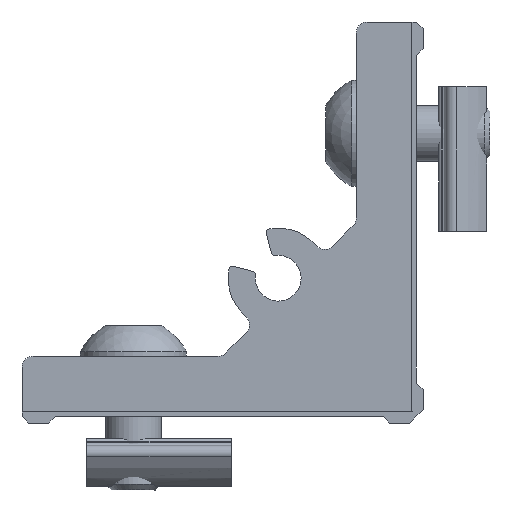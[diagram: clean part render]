
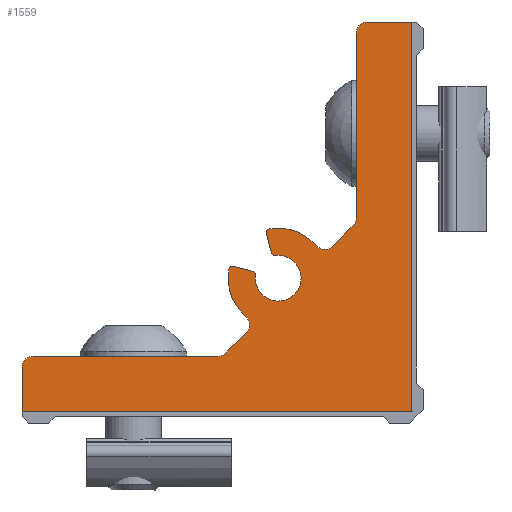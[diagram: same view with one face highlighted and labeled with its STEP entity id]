
A CAD part, left-side view. The second image highlights one B-rep face of the part: STEP entity #1559.
In plain terms, the highlighted planar face has unit normal (-1, 0, 0).
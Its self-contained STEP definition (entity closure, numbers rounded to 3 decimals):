
#83=CIRCLE('',#1663,1.);
#85=CIRCLE('',#1670,1.);
#88=CIRCLE('',#1675,1.);
#90=CIRCLE('',#1679,1.);
#92=CIRCLE('',#1682,4.5);
#94=CIRCLE('',#1685,0.3);
#96=CIRCLE('',#1689,0.3);
#98=CIRCLE('',#1692,2.05);
#100=CIRCLE('',#1695,0.3);
#102=CIRCLE('',#1699,0.3);
#104=CIRCLE('',#1702,4.5);
#106=CIRCLE('',#1705,1.);
#108=CIRCLE('',#1709,1.);
#202=FACE_OUTER_BOUND('',#292,.T.);
#292=EDGE_LOOP('',(#1157,#1158,#1159,#1160,#1161,#1162,#1163,#1164,#1165,
#1166,#1167,#1168,#1169,#1170,#1171,#1172,#1173,#1174,#1175,#1176,#1177,
#1178,#1179));
#361=LINE('',#2302,#504);
#364=LINE('',#2308,#507);
#368=LINE('',#2320,#511);
#380=LINE('',#2344,#523);
#387=LINE('',#2361,#530);
#391=LINE('',#2375,#534);
#397=LINE('',#2399,#540);
#403=LINE('',#2423,#546);
#409=LINE('',#2447,#552);
#413=LINE('',#2458,#556);
#504=VECTOR('',#1830,1000.);
#507=VECTOR('',#1835,1000.);
#511=VECTOR('',#1847,1000.);
#523=VECTOR('',#1865,1000.);
#530=VECTOR('',#1880,1000.);
#534=VECTOR('',#1894,1000.);
#540=VECTOR('',#1920,1000.);
#546=VECTOR('',#1946,1000.);
#552=VECTOR('',#1972,1000.);
#556=VECTOR('',#1984,1000.);
#647=VERTEX_POINT('',#2299);
#648=VERTEX_POINT('',#2301);
#650=VERTEX_POINT('',#2307);
#651=VERTEX_POINT('',#2311);
#652=VERTEX_POINT('',#2312);
#663=VERTEX_POINT('',#2343);
#667=VERTEX_POINT('',#2354);
#669=VERTEX_POINT('',#2360);
#672=VERTEX_POINT('',#2368);
#674=VERTEX_POINT('',#2374);
#676=VERTEX_POINT('',#2380);
#678=VERTEX_POINT('',#2386);
#680=VERTEX_POINT('',#2392);
#682=VERTEX_POINT('',#2398);
#684=VERTEX_POINT('',#2404);
#686=VERTEX_POINT('',#2410);
#688=VERTEX_POINT('',#2416);
#690=VERTEX_POINT('',#2422);
#692=VERTEX_POINT('',#2428);
#694=VERTEX_POINT('',#2434);
#696=VERTEX_POINT('',#2440);
#698=VERTEX_POINT('',#2446);
#700=VERTEX_POINT('',#2452);
#796=EDGE_CURVE('',#647,#648,#361,.T.);
#799=EDGE_CURVE('',#648,#650,#364,.T.);
#801=EDGE_CURVE('',#651,#652,#83,.T.);
#805=EDGE_CURVE('',#652,#647,#368,.T.);
#817=EDGE_CURVE('',#650,#663,#380,.T.);
#823=EDGE_CURVE('',#663,#667,#85,.T.);
#826=EDGE_CURVE('',#667,#669,#387,.T.);
#830=EDGE_CURVE('',#672,#669,#88,.T.);
#833=EDGE_CURVE('',#672,#674,#391,.T.);
#836=EDGE_CURVE('',#676,#674,#90,.T.);
#839=EDGE_CURVE('',#676,#678,#92,.T.);
#842=EDGE_CURVE('',#678,#680,#94,.T.);
#845=EDGE_CURVE('',#680,#682,#397,.T.);
#848=EDGE_CURVE('',#682,#684,#96,.T.);
#851=EDGE_CURVE('',#686,#684,#98,.T.);
#854=EDGE_CURVE('',#686,#688,#100,.T.);
#857=EDGE_CURVE('',#688,#690,#403,.T.);
#860=EDGE_CURVE('',#690,#692,#102,.T.);
#863=EDGE_CURVE('',#692,#694,#104,.T.);
#866=EDGE_CURVE('',#696,#694,#106,.T.);
#869=EDGE_CURVE('',#696,#698,#409,.T.);
#872=EDGE_CURVE('',#700,#698,#108,.T.);
#875=EDGE_CURVE('',#700,#651,#413,.T.);
#1157=ORIENTED_EDGE('',*,*,#801,.F.);
#1158=ORIENTED_EDGE('',*,*,#875,.F.);
#1159=ORIENTED_EDGE('',*,*,#872,.T.);
#1160=ORIENTED_EDGE('',*,*,#869,.F.);
#1161=ORIENTED_EDGE('',*,*,#866,.T.);
#1162=ORIENTED_EDGE('',*,*,#863,.F.);
#1163=ORIENTED_EDGE('',*,*,#860,.F.);
#1164=ORIENTED_EDGE('',*,*,#857,.F.);
#1165=ORIENTED_EDGE('',*,*,#854,.F.);
#1166=ORIENTED_EDGE('',*,*,#851,.T.);
#1167=ORIENTED_EDGE('',*,*,#848,.F.);
#1168=ORIENTED_EDGE('',*,*,#845,.F.);
#1169=ORIENTED_EDGE('',*,*,#842,.F.);
#1170=ORIENTED_EDGE('',*,*,#839,.F.);
#1171=ORIENTED_EDGE('',*,*,#836,.T.);
#1172=ORIENTED_EDGE('',*,*,#833,.F.);
#1173=ORIENTED_EDGE('',*,*,#830,.T.);
#1174=ORIENTED_EDGE('',*,*,#826,.F.);
#1175=ORIENTED_EDGE('',*,*,#823,.F.);
#1176=ORIENTED_EDGE('',*,*,#817,.F.);
#1177=ORIENTED_EDGE('',*,*,#799,.F.);
#1178=ORIENTED_EDGE('',*,*,#796,.F.);
#1179=ORIENTED_EDGE('',*,*,#805,.F.);
#1497=PLANE('',#1714);
#1559=ADVANCED_FACE('',(#202),#1497,.F.);
#1663=AXIS2_PLACEMENT_3D('',#2313,#1839,#1840);
#1670=AXIS2_PLACEMENT_3D('',#2355,#1873,#1874);
#1675=AXIS2_PLACEMENT_3D('',#2369,#1887,#1888);
#1679=AXIS2_PLACEMENT_3D('',#2381,#1899,#1900);
#1682=AXIS2_PLACEMENT_3D('',#2387,#1906,#1907);
#1685=AXIS2_PLACEMENT_3D('',#2393,#1913,#1914);
#1689=AXIS2_PLACEMENT_3D('',#2405,#1925,#1926);
#1692=AXIS2_PLACEMENT_3D('',#2411,#1932,#1933);
#1695=AXIS2_PLACEMENT_3D('',#2417,#1939,#1940);
#1699=AXIS2_PLACEMENT_3D('',#2429,#1951,#1952);
#1702=AXIS2_PLACEMENT_3D('',#2435,#1958,#1959);
#1705=AXIS2_PLACEMENT_3D('',#2441,#1965,#1966);
#1709=AXIS2_PLACEMENT_3D('',#2453,#1977,#1978);
#1714=AXIS2_PLACEMENT_3D('',#2463,#1990,#1991);
#1830=DIRECTION('',(0.,0.,-1.));
#1835=DIRECTION('',(0.,1.,0.));
#1839=DIRECTION('center_axis',(1.,0.,0.));
#1840=DIRECTION('ref_axis',(0.,0.,-1.));
#1847=DIRECTION('',(0.,-1.,0.));
#1865=DIRECTION('',(0.,0.,1.));
#1873=DIRECTION('center_axis',(1.,0.,0.));
#1874=DIRECTION('ref_axis',(0.,0.,-1.));
#1880=DIRECTION('',(0.,-1.,0.));
#1887=DIRECTION('center_axis',(1.,0.,0.));
#1888=DIRECTION('ref_axis',(0.,0.,-1.));
#1894=DIRECTION('',(0.,-0.707,0.707));
#1899=DIRECTION('center_axis',(1.,0.,0.));
#1900=DIRECTION('ref_axis',(0.,0.,-1.));
#1906=DIRECTION('center_axis',(1.,0.,0.));
#1907=DIRECTION('ref_axis',(0.,0.,-1.));
#1913=DIRECTION('center_axis',(1.,0.,0.));
#1914=DIRECTION('ref_axis',(0.,0.,-1.));
#1920=DIRECTION('',(0.,-0.966,-0.259));
#1925=DIRECTION('center_axis',(1.,0.,0.));
#1926=DIRECTION('ref_axis',(0.,0.,-1.));
#1932=DIRECTION('center_axis',(1.,0.,0.));
#1933=DIRECTION('ref_axis',(0.,0.,-1.));
#1939=DIRECTION('center_axis',(1.,0.,0.));
#1940=DIRECTION('ref_axis',(0.,0.,-1.));
#1946=DIRECTION('',(0.,0.259,0.966));
#1951=DIRECTION('center_axis',(1.,0.,0.));
#1952=DIRECTION('ref_axis',(0.,0.,-1.));
#1958=DIRECTION('center_axis',(1.,0.,0.));
#1959=DIRECTION('ref_axis',(0.,0.,-1.));
#1965=DIRECTION('center_axis',(1.,0.,0.));
#1966=DIRECTION('ref_axis',(0.,0.,-1.));
#1972=DIRECTION('',(0.,-0.707,0.707));
#1977=DIRECTION('center_axis',(1.,0.,0.));
#1978=DIRECTION('ref_axis',(0.,0.,-1.));
#1984=DIRECTION('',(0.,0.,1.));
#1990=DIRECTION('center_axis',(1.,0.,0.));
#1991=DIRECTION('ref_axis',(0.,0.,-1.));
#2299=CARTESIAN_POINT('',(-7.,0.,35.));
#2301=CARTESIAN_POINT('',(-7.,0.,0.));
#2302=CARTESIAN_POINT('',(-7.,0.,35.));
#2307=CARTESIAN_POINT('',(-7.,35.,0.));
#2308=CARTESIAN_POINT('',(-7.,0.,0.));
#2311=CARTESIAN_POINT('',(-7.,5.,34.));
#2312=CARTESIAN_POINT('',(-7.,4.,35.));
#2313=CARTESIAN_POINT('Origin',(-7.,4.,34.));
#2320=CARTESIAN_POINT('',(-7.,4.,35.));
#2343=CARTESIAN_POINT('',(-7.,35.,4.));
#2344=CARTESIAN_POINT('',(-7.,35.,0.));
#2354=CARTESIAN_POINT('',(-7.,34.,5.));
#2355=CARTESIAN_POINT('Origin',(-7.,34.,4.));
#2360=CARTESIAN_POINT('',(-7.,17.414,5.));
#2361=CARTESIAN_POINT('',(-7.,34.,5.));
#2368=CARTESIAN_POINT('',(-7.,16.707,5.293));
#2369=CARTESIAN_POINT('Origin',(-7.,17.414,6.));
#2374=CARTESIAN_POINT('',(-7.,14.878,7.122));
#2375=CARTESIAN_POINT('',(-7.,16.707,5.293));
#2380=CARTESIAN_POINT('',(-7.,14.933,8.587));
#2381=CARTESIAN_POINT('Origin',(-7.,15.585,7.829));
#2386=CARTESIAN_POINT('',(-7.,16.419,12.851));
#2387=CARTESIAN_POINT('Origin',(-7.,12.,12.));
#2392=CARTESIAN_POINT('',(-7.,16.047,13.084));
#2393=CARTESIAN_POINT('Origin',(-7.,16.124,12.794));
#2398=CARTESIAN_POINT('',(-7.,14.251,12.603));
#2399=CARTESIAN_POINT('',(-7.,16.047,13.084));
#2404=CARTESIAN_POINT('',(-7.,14.032,12.273));
#2405=CARTESIAN_POINT('Origin',(-7.,14.329,12.313));
#2410=CARTESIAN_POINT('',(-7.,12.273,14.032));
#2411=CARTESIAN_POINT('Origin',(-7.,12.,12.));
#2416=CARTESIAN_POINT('',(-7.,12.603,14.251));
#2417=CARTESIAN_POINT('Origin',(-7.,12.313,14.329));
#2422=CARTESIAN_POINT('',(-7.,13.084,16.047));
#2423=CARTESIAN_POINT('',(-7.,12.603,14.251));
#2428=CARTESIAN_POINT('',(-7.,12.851,16.419));
#2429=CARTESIAN_POINT('Origin',(-7.,12.794,16.124));
#2434=CARTESIAN_POINT('',(-7.,8.587,14.933));
#2435=CARTESIAN_POINT('Origin',(-7.,12.,12.));
#2440=CARTESIAN_POINT('',(-7.,7.122,14.878));
#2441=CARTESIAN_POINT('Origin',(-7.,7.829,15.585));
#2446=CARTESIAN_POINT('',(-7.,5.293,16.707));
#2447=CARTESIAN_POINT('',(-7.,7.122,14.878));
#2452=CARTESIAN_POINT('',(-7.,5.,17.414));
#2453=CARTESIAN_POINT('Origin',(-7.,6.,17.414));
#2458=CARTESIAN_POINT('',(-7.,5.,17.414));
#2463=CARTESIAN_POINT('Origin',(-7.,4.,34.));
